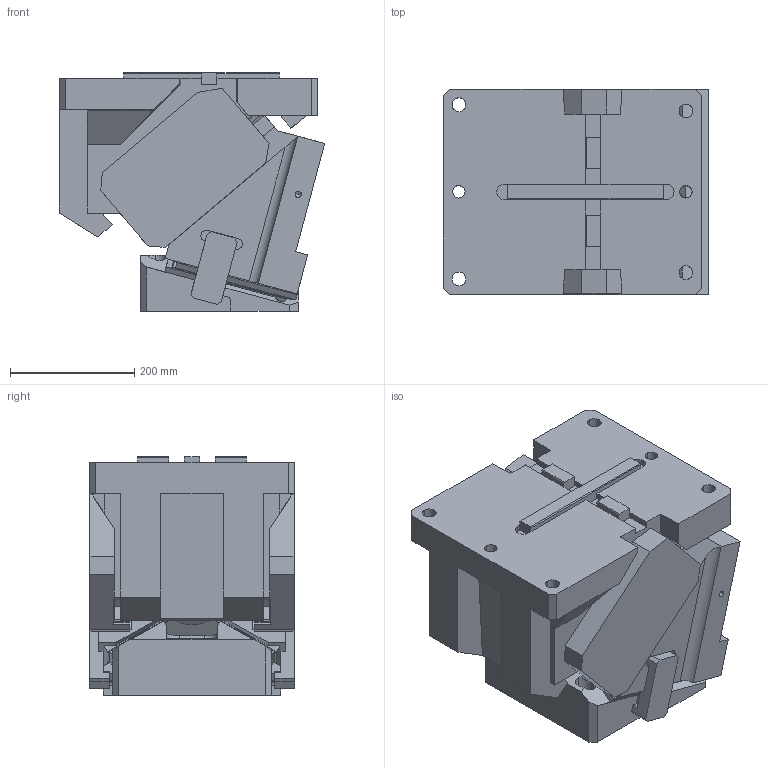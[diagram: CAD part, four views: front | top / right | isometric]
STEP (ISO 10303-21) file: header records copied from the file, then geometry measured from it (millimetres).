
FILE_DESCRIPTION(('CATIA V5 STEP Exchange'),'2;1');
FILE_NAME('CACV_F_330_15.stp','2015-04-27T06:58:34+00:00',('none'),('none'),'CATIA Version 5 Release 19 SP 2 (IN-10)','CATIA V5 STEP AP203','none');
FILE_SCHEMA(('CONFIG_CONTROL_DESIGN'));
Length unit declared in the file: millimetre
Products named in the file (1): CACV_F_330_15
Bounding box: 426.7 x 330 x 384 mm (x, y, z)
Volume: 34243554.6 mm3; surface area: 1540421.7 mm2
Topology: 3 solids, 3 shells, 559 faces, 1615 edges, 1056 vertices
Faces by surface type: plane 390, cylinder 155, cone 14
Entity records: 19110 total; most frequent: CARTESIAN_POINT 4972, ORIENTED_EDGE 3218, DIRECTION 2418, EDGE_CURVE 1609, VECTOR 1253, LINE 1253, VERTEX_POINT 1056, AXIS2_PLACEMENT_3D 675
